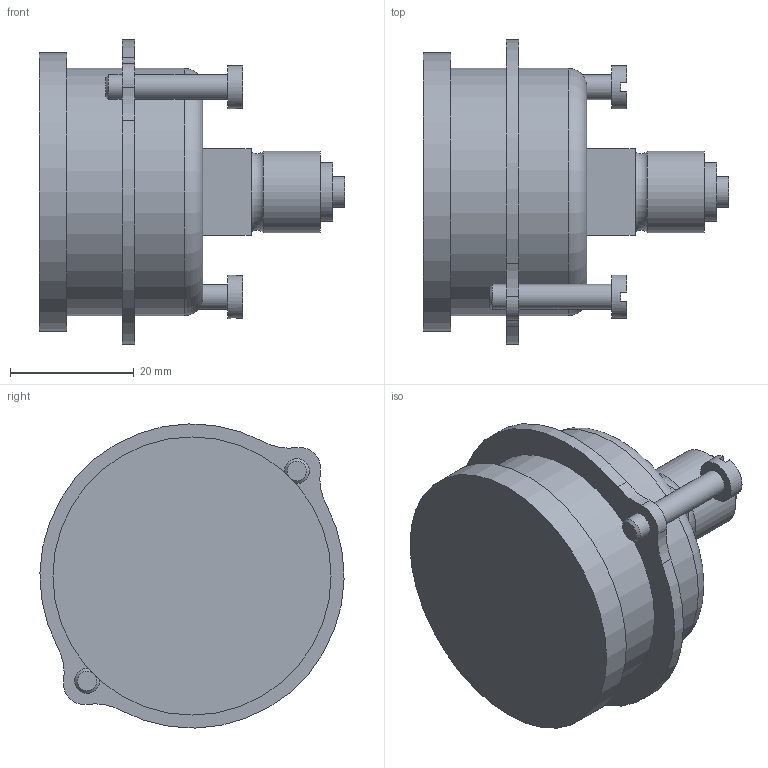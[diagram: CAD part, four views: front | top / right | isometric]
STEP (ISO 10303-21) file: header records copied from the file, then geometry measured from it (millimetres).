
FILE_DESCRIPTION(/* description */ ('STEP AP214'),/* implementation_level */ '2;1');
FILE_NAME(/* name */ '159596_FMA-40-10-1_4-EN',/* time_stamp */ '2024-08-25T16:57:38+02:00',/* author */ ('License CC BY-ND 4.0'),/* organization */ ('CADENAS'),/* preprocessor_version */ 'ST-DEVELOPER v19.3',/* originating_system */ 'PARTsolutions',/* authorisation */ ' ');
FILE_SCHEMA (('AUTOMOTIVE_DESIGN {1 0 10303 214 3 1 1}'));
Length unit declared in the file: millimetre
Products named in the file (1): 159596 FMA-40-10-1_4-EN
Bounding box: 49.5 x 49.22 x 49.22 mm (x, y, z)
Volume: 39777.5 mm3; surface area: 9536.5 mm2
Topology: 1 solids, 1 shells, 51 faces, 108 edges, 72 vertices
Faces by surface type: plane 27, cylinder 20, torus 2, cone 2
Full cylindrical faces by diameter (mm): 4 x4, 5 x1, 7 x2, 9.5 x1, 13.157 x1, 40 x2, 45 x1
Entity records: 1288 total; most frequent: DIRECTION 240, CARTESIAN_POINT 204, ORIENTED_EDGE 172, AXIS2_PLACEMENT_3D 102, EDGE_CURVE 86, EDGE_LOOP 80, FACE_BOUND 80, VERTEX_POINT 66
